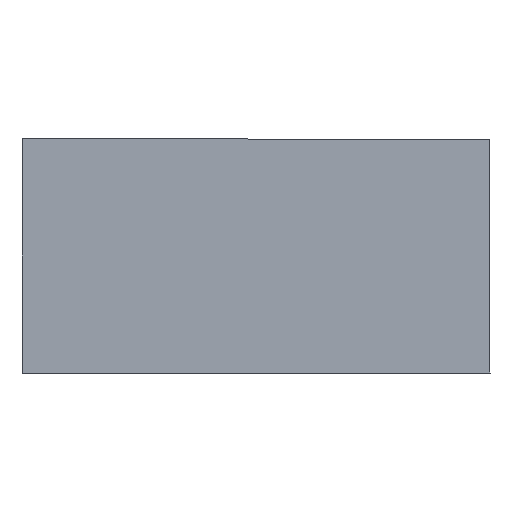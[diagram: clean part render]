
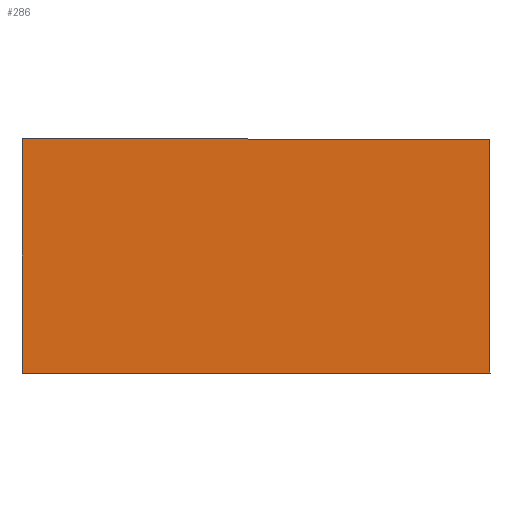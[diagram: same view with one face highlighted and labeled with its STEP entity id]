
A CAD part, front view. The second image highlights one B-rep face of the part: STEP entity #286.
In plain terms, the highlighted planar face has unit normal (0, -1, 0).
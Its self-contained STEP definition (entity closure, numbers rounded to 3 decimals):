
#28=FACE_OUTER_BOUND('',#46,.T.);
#46=EDGE_LOOP('',(#229,#230,#231,#232));
#71=LINE('',#443,#107);
#73=LINE('',#447,#109);
#75=LINE('',#451,#111);
#76=LINE('',#453,#112);
#107=VECTOR('',#364,10.);
#109=VECTOR('',#368,10.);
#111=VECTOR('',#372,10.);
#112=VECTOR('',#375,10.);
#137=VERTEX_POINT('',#439);
#138=VERTEX_POINT('',#441);
#139=VERTEX_POINT('',#445);
#140=VERTEX_POINT('',#449);
#167=EDGE_CURVE('',#137,#138,#71,.T.);
#169=EDGE_CURVE('',#139,#137,#73,.T.);
#171=EDGE_CURVE('',#140,#139,#75,.T.);
#172=EDGE_CURVE('',#138,#140,#76,.T.);
#229=ORIENTED_EDGE('',*,*,#172,.T.);
#230=ORIENTED_EDGE('',*,*,#171,.T.);
#231=ORIENTED_EDGE('',*,*,#169,.T.);
#232=ORIENTED_EDGE('',*,*,#167,.T.);
#268=PLANE('',#321);
#286=ADVANCED_FACE('',(#28),#268,.T.);
#321=AXIS2_PLACEMENT_3D('',#454,#376,#377);
#364=DIRECTION('',(-1.,0.,0.));
#368=DIRECTION('',(0.,0.,1.));
#372=DIRECTION('',(1.,0.,0.));
#375=DIRECTION('',(0.,0.,-1.));
#376=DIRECTION('center_axis',(0.,-1.,0.));
#377=DIRECTION('ref_axis',(0.,0.,-1.));
#439=CARTESIAN_POINT('',(42.,-1.,21.));
#441=CARTESIAN_POINT('',(0.,-1.,21.));
#443=CARTESIAN_POINT('',(0.,-1.,21.));
#445=CARTESIAN_POINT('',(42.,-1.,0.));
#447=CARTESIAN_POINT('',(42.,-1.,21.));
#449=CARTESIAN_POINT('',(0.,-1.,0.));
#451=CARTESIAN_POINT('',(42.,-1.,0.));
#453=CARTESIAN_POINT('',(0.,-1.,0.));
#454=CARTESIAN_POINT('Origin',(21.,-1.,10.5));
